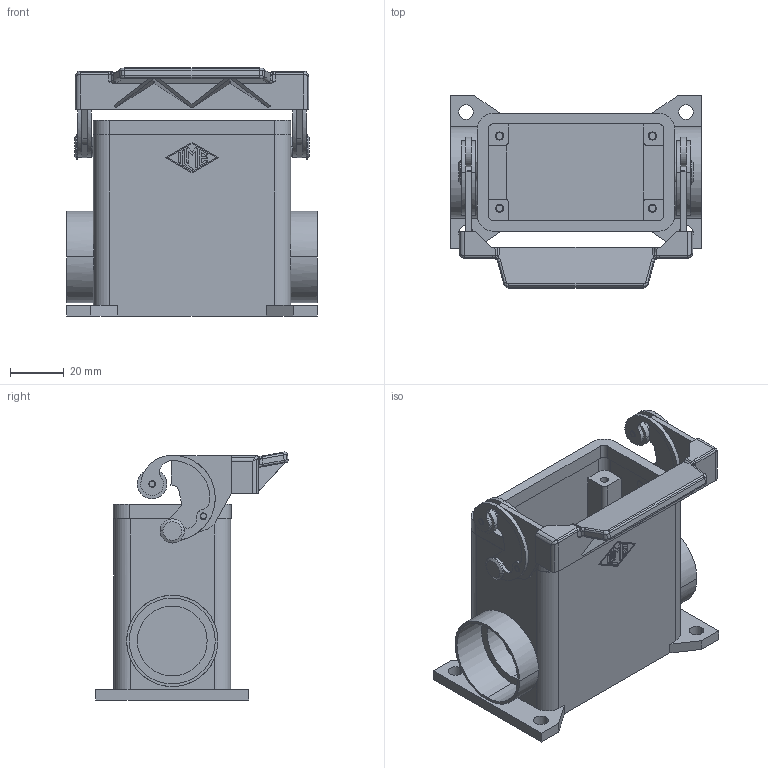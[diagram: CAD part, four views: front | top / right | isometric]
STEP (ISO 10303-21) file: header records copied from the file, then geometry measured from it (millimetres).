
FILE_DESCRIPTION((''),'2;1');
FILE_NAME('MMAP 03 L32.stp','2006-12-21T18:37:05',('gembarski'),(''),'Autodesk Inventor 7','Autodesk Inventor 7','');
FILE_SCHEMA(('AUTOMOTIVE_DESIGN { 1 0 10303 214 1 1 1 1 }'));
Length unit declared in the file: millimetre
Products named in the file (1): MMAP 03 L32
Bounding box: 93.5 x 71.7 x 92.42 mm (x, y, z)
Volume: 96264.3 mm3; surface area: 55648.3 mm2
Topology: 4 solids, 4 shells, 432 faces, 1140 edges, 742 vertices
Faces by surface type: plane 163, bspline 127, cylinder 124, torus 10, cone 4, sphere 4
Entity records: 16206 total; most frequent: CARTESIAN_POINT 5496, ORIENTED_EDGE 2268, DIRECTION 2216, EDGE_CURVE 1134, AXIS2_PLACEMENT_3D 802, VERTEX_POINT 742, VECTOR 612, LINE 612
